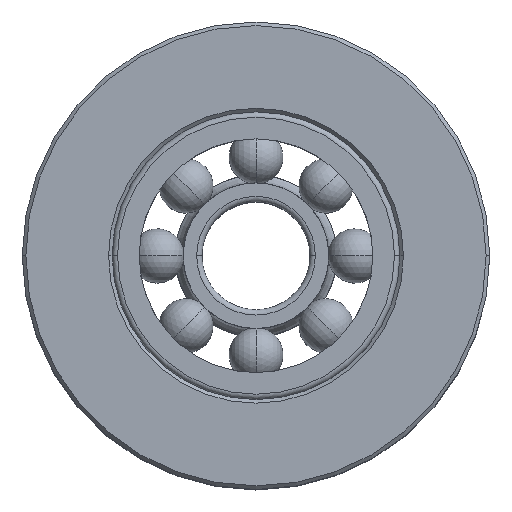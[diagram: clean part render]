
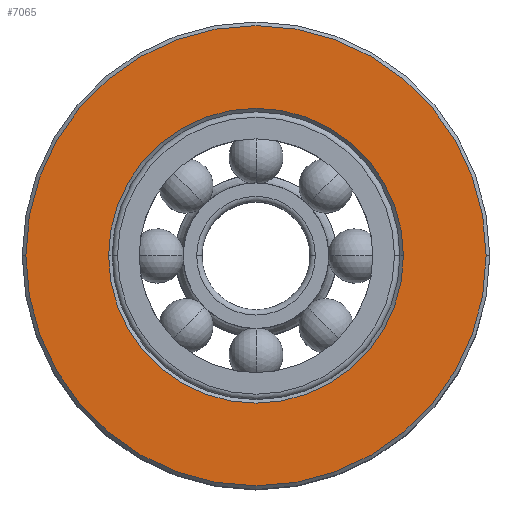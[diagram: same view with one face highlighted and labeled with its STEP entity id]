
A CAD part, top view. The second image highlights one B-rep face of the part: STEP entity #7065.
In plain terms, the highlighted planar face has unit normal (0, 0, 1).
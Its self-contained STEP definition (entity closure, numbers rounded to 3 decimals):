
#443 = CIRCLE ( 'NONE', #6112, 4.1 ) ;
#561 = DIRECTION ( 'NONE',  ( 1., 0., 0. ) ) ;
#674 = ORIENTED_EDGE ( 'NONE', *, *, #1897, .T. ) ;
#754 = PLANE ( 'NONE',  #4085 ) ;
#772 = CARTESIAN_POINT ( 'NONE',  ( 4.944, 1.504, 17.25 ) ) ;
#777 = EDGE_CURVE ( 'NONE', #2802, #5593, #3694, .T. ) ;
#989 = DIRECTION ( 'NONE',  ( 1., 0., 0. ) ) ;
#1172 = CARTESIAN_POINT ( 'NONE',  ( -1.456, 1.504, 17.25 ) ) ;
#1340 = CARTESIAN_POINT ( 'NONE',  ( -1.456, 1.504, 17.25 ) ) ;
#1350 = VERTEX_POINT ( 'NONE', #3241 ) ;
#1486 = AXIS2_PLACEMENT_3D ( 'NONE', #1554, #2106, #5182 ) ;
#1502 = EDGE_CURVE ( 'NONE', #1350, #6179, #443, .T. ) ;
#1512 = CARTESIAN_POINT ( 'NONE',  ( -1.456, 1.504, 17.25 ) ) ;
#1554 = CARTESIAN_POINT ( 'NONE',  ( -1.456, 1.504, 17.25 ) ) ;
#1621 = CIRCLE ( 'NONE', #1486, 4.1 ) ;
#1719 = DIRECTION ( 'NONE',  ( 0., 0., 1. ) ) ;
#1819 = EDGE_CURVE ( 'NONE', #6179, #1350, #1621, .T. ) ;
#1897 = EDGE_CURVE ( 'NONE', #5593, #2802, #6681, .T. ) ;
#2106 = DIRECTION ( 'NONE',  ( 0., 0., -1. ) ) ;
#2532 = ORIENTED_EDGE ( 'NONE', *, *, #1819, .T. ) ;
#2676 = AXIS2_PLACEMENT_3D ( 'NONE', #7179, #5415, #6513 ) ;
#2802 = VERTEX_POINT ( 'NONE', #772 ) ;
#3241 = CARTESIAN_POINT ( 'NONE',  ( -5.556, 1.504, 17.25 ) ) ;
#3337 = ORIENTED_EDGE ( 'NONE', *, *, #777, .T. ) ;
#3504 = EDGE_LOOP ( 'NONE', ( #674, #3337 ) ) ;
#3694 = CIRCLE ( 'NONE', #2676, 6.4 ) ;
#3757 = DIRECTION ( 'NONE',  ( 1., 0., 0. ) ) ;
#4085 = AXIS2_PLACEMENT_3D ( 'NONE', #1340, #5487, #3757 ) ;
#4182 = FACE_OUTER_BOUND ( 'NONE', #3504, .T. ) ;
#4653 = CARTESIAN_POINT ( 'NONE',  ( 2.644, 1.504, 17.25 ) ) ;
#5182 = DIRECTION ( 'NONE',  ( 1., 0., 0. ) ) ;
#5415 = DIRECTION ( 'NONE',  ( 0., 0., 1. ) ) ;
#5487 = DIRECTION ( 'NONE',  ( 0., 0., 1. ) ) ;
#5593 = VERTEX_POINT ( 'NONE', #5629 ) ;
#5629 = CARTESIAN_POINT ( 'NONE',  ( -7.856, 1.504, 17.25 ) ) ;
#5958 = ORIENTED_EDGE ( 'NONE', *, *, #1502, .T. ) ;
#6112 = AXIS2_PLACEMENT_3D ( 'NONE', #1512, #7445, #989 ) ;
#6114 = EDGE_LOOP ( 'NONE', ( #2532, #5958 ) ) ;
#6179 = VERTEX_POINT ( 'NONE', #4653 ) ;
#6272 = AXIS2_PLACEMENT_3D ( 'NONE', #1172, #1719, #561 ) ;
#6513 = DIRECTION ( 'NONE',  ( 1., 0., 0. ) ) ;
#6681 = CIRCLE ( 'NONE', #6272, 6.4 ) ;
#7065 = ADVANCED_FACE ( 'NONE', ( #7265, #4182 ), #754, .T. ) ;
#7179 = CARTESIAN_POINT ( 'NONE',  ( -1.456, 1.504, 17.25 ) ) ;
#7265 = FACE_BOUND ( 'NONE', #6114, .T. ) ;
#7445 = DIRECTION ( 'NONE',  ( 0., 0., -1. ) ) ;
